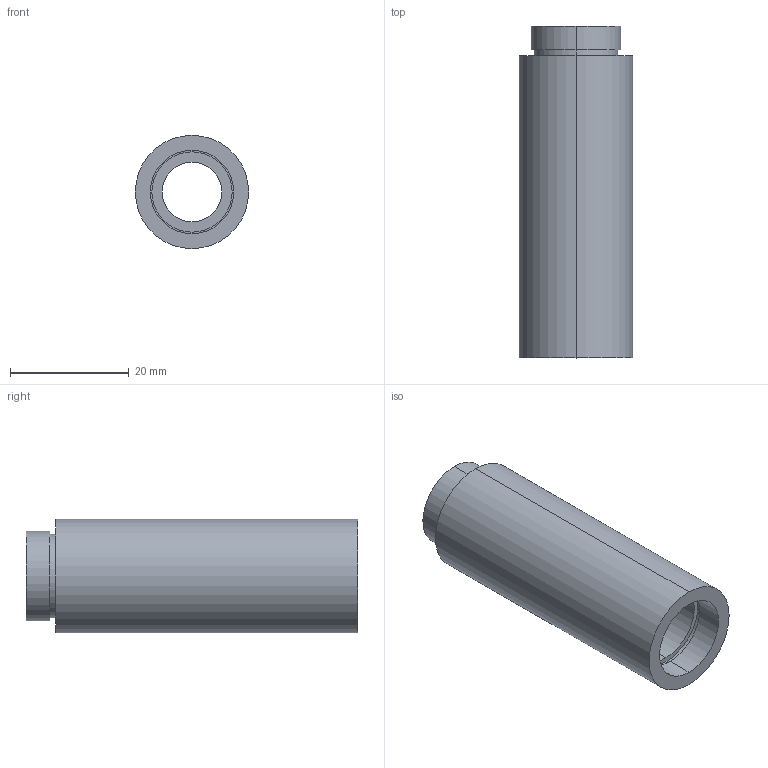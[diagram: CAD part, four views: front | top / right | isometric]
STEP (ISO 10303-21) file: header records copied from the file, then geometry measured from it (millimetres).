
FILE_DESCRIPTION (( 'STEP AP214' ), '1' );
FILE_NAME ('503078.STEP', '2019-09-10T07:22:43', ( '' ), ( '' ), 'SwSTEP 2.0', 'SolidWorks 2016', '' );
FILE_SCHEMA (( 'AUTOMOTIVE_DESIGN' ));
Length unit declared in the file: millimetre
Products named in the file (1): 503078
Bounding box: 19.05 x 55.8 x 19.05 mm (x, y, z)
Volume: 7713.8 mm3; surface area: 6097.5 mm2
Topology: 1 solids, 1 shells, 24 faces, 48 edges, 32 vertices
Faces by surface type: cylinder 16, plane 8
Entity records: 770 total; most frequent: DIRECTION 130, CARTESIAN_POINT 105, ORIENTED_EDGE 96, AXIS2_PLACEMENT_3D 57, EDGE_CURVE 48, CIRCLE 32, VERTEX_POINT 32, EDGE_LOOP 32
